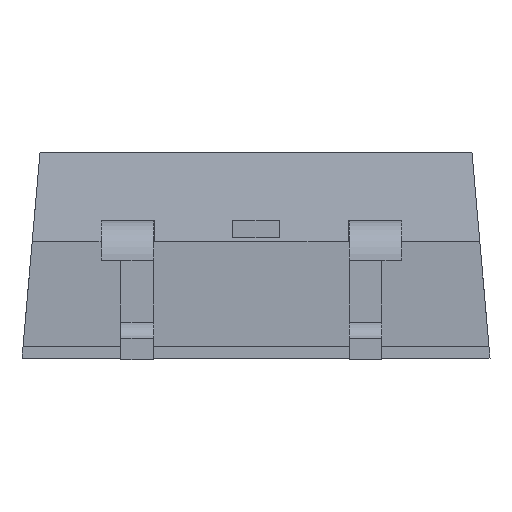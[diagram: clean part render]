
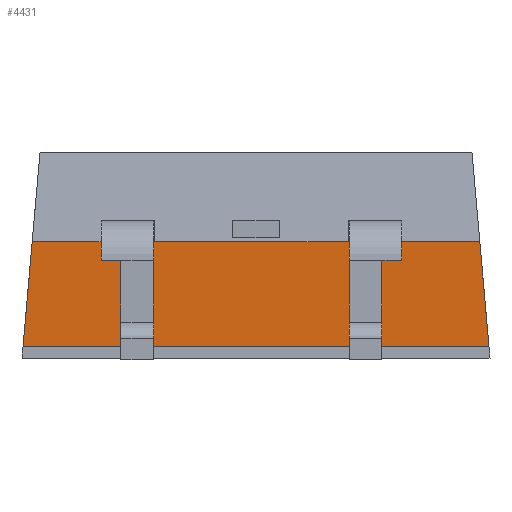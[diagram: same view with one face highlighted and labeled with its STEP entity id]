
A CAD part, front view. The second image highlights one B-rep face of the part: STEP entity #4431.
In plain terms, the highlighted planar face has unit normal (0, -0.999, -0.035).
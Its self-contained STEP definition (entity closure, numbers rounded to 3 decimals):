
#67 = ORIENTED_EDGE ( 'NONE', *, *, #291, .T. ) ;
#179 = VERTEX_POINT ( 'NONE', #3161 ) ;
#291 = EDGE_CURVE ( 'NONE', #1593, #622, #582, .T. ) ;
#322 = LINE ( 'NONE', #3027, #4541 ) ;
#324 = EDGE_CURVE ( 'NONE', #1593, #2405, #4750, .T. ) ;
#338 = LINE ( 'NONE', #3045, #4191 ) ;
#361 = DIRECTION ( 'NONE',  ( -1., 0., 0. ) ) ;
#364 = DIRECTION ( 'NONE',  ( -1., 0., 0. ) ) ;
#392 = VERTEX_POINT ( 'NONE', #1842 ) ;
#486 = CARTESIAN_POINT ( 'NONE',  ( -3.29, -8.95, 1.875 ) ) ;
#515 = DIRECTION ( 'NONE',  ( 0.087, -0.035, 0.996 ) ) ;
#582 = LINE ( 'NONE', #3305, #4225 ) ;
#583 = DIRECTION ( 'NONE',  ( 0.087, 0.035, -0.996 ) ) ;
#587 = EDGE_CURVE ( 'NONE', #392, #4446, #4543, .T. ) ;
#622 = VERTEX_POINT ( 'NONE', #3404 ) ;
#741 = VERTEX_POINT ( 'NONE', #3869 ) ;
#767 = EDGE_CURVE ( 'NONE', #2405, #741, #4545, .T. ) ;
#856 = CARTESIAN_POINT ( 'NONE',  ( 5., -8.95, 1.875 ) ) ;
#868 = VECTOR ( 'NONE', #3581, 1000. ) ;
#952 = DIRECTION ( 'NONE',  ( -1., 0., 0. ) ) ;
#966 = DIRECTION ( 'NONE',  ( -1., 0., 0. ) ) ;
#1196 = FACE_OUTER_BOUND ( 'NONE', #4450, .T. ) ;
#1215 = DIRECTION ( 'NONE',  ( -1., 0., 0. ) ) ;
#1314 = ORIENTED_EDGE ( 'NONE', *, *, #587, .T. ) ;
#1429 = ORIENTED_EDGE ( 'NONE', *, *, #767, .F. ) ;
#1435 = AXIS2_PLACEMENT_3D ( 'NONE', #1578, #4271, #2203 ) ;
#1462 = VECTOR ( 'NONE', #583, 1000. ) ;
#1554 = ORIENTED_EDGE ( 'NONE', *, *, #1583, .F. ) ;
#1578 = CARTESIAN_POINT ( 'NONE',  ( 5., -8.95, 1.875 ) ) ;
#1583 = EDGE_CURVE ( 'NONE', #741, #179, #4684, .T. ) ;
#1593 = VERTEX_POINT ( 'NONE', #2153 ) ;
#1842 = CARTESIAN_POINT ( 'NONE',  ( -2.19, -8.95, 1.875 ) ) ;
#2048 = ORIENTED_EDGE ( 'NONE', *, *, #4307, .T. ) ;
#2153 = CARTESIAN_POINT ( 'NONE',  ( 4.782, -8.95, 1.875 ) ) ;
#2203 = DIRECTION ( 'NONE',  ( 0., 0.035, -0.999 ) ) ;
#2214 = ORIENTED_EDGE ( 'NONE', *, *, #4019, .T. ) ;
#2405 = VERTEX_POINT ( 'NONE', #3196 ) ;
#2416 = VECTOR ( 'NONE', #361, 1000. ) ;
#2452 = CARTESIAN_POINT ( 'NONE',  ( 5., -8.95, 1.875 ) ) ;
#2454 = CARTESIAN_POINT ( 'NONE',  ( 5., -8.872, -0.365 ) ) ;
#2456 = VECTOR ( 'NONE', #515, 1000. ) ;
#2587 = VERTEX_POINT ( 'NONE', #3526 ) ;
#2600 = CARTESIAN_POINT ( 'NONE',  ( -4.708, -8.98, 2.723 ) ) ;
#2606 = EDGE_CURVE ( 'NONE', #4446, #179, #338, .T. ) ;
#2648 = ORIENTED_EDGE ( 'NONE', *, *, #2606, .T. ) ;
#2670 = CARTESIAN_POINT ( 'NONE',  ( 4.784, -8.949, 1.856 ) ) ;
#2934 = LINE ( 'NONE', #856, #868 ) ;
#3027 = CARTESIAN_POINT ( 'NONE',  ( 5., -8.95, 1.875 ) ) ;
#3045 = CARTESIAN_POINT ( 'NONE',  ( 5., -8.95, 1.875 ) ) ;
#3161 = CARTESIAN_POINT ( 'NONE',  ( -4.782, -8.95, 1.875 ) ) ;
#3196 = CARTESIAN_POINT ( 'NONE',  ( 4.978, -8.872, -0.365 ) ) ;
#3305 = CARTESIAN_POINT ( 'NONE',  ( 5., -8.95, 1.875 ) ) ;
#3404 = CARTESIAN_POINT ( 'NONE',  ( 3.09, -8.95, 1.875 ) ) ;
#3526 = CARTESIAN_POINT ( 'NONE',  ( 1.99, -8.95, 1.875 ) ) ;
#3558 = VECTOR ( 'NONE', #364, 1000. ) ;
#3581 = DIRECTION ( 'NONE',  ( -1., 0., 0. ) ) ;
#3678 = PLANE ( 'NONE',  #1435 ) ;
#3692 = ORIENTED_EDGE ( 'NONE', *, *, #324, .F. ) ;
#3869 = CARTESIAN_POINT ( 'NONE',  ( -4.978, -8.872, -0.365 ) ) ;
#4019 = EDGE_CURVE ( 'NONE', #2587, #392, #2934, .T. ) ;
#4191 = VECTOR ( 'NONE', #966, 1000. ) ;
#4225 = VECTOR ( 'NONE', #1215, 1000. ) ;
#4271 = DIRECTION ( 'NONE',  ( 0., -0.999, -0.035 ) ) ;
#4307 = EDGE_CURVE ( 'NONE', #622, #2587, #322, .T. ) ;
#4431 = ADVANCED_FACE ( 'NONE', ( #1196 ), #3678, .T. ) ;
#4446 = VERTEX_POINT ( 'NONE', #486 ) ;
#4450 = EDGE_LOOP ( 'NONE', ( #1554, #1429, #3692, #67, #2048, #2214, #1314, #2648 ) ) ;
#4541 = VECTOR ( 'NONE', #952, 1000. ) ;
#4543 = LINE ( 'NONE', #2452, #2416 ) ;
#4545 = LINE ( 'NONE', #2454, #3558 ) ;
#4684 = LINE ( 'NONE', #2600, #2456 ) ;
#4750 = LINE ( 'NONE', #2670, #1462 ) ;
